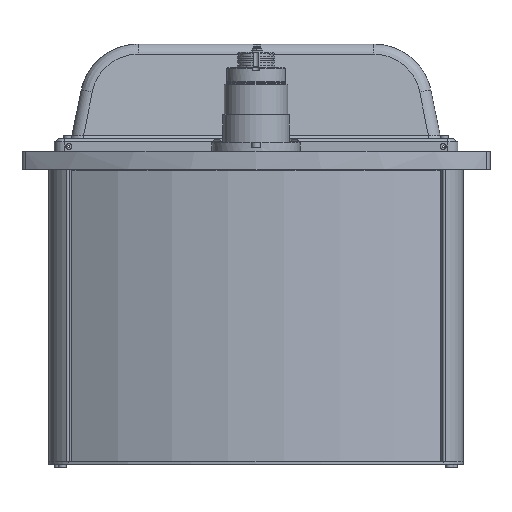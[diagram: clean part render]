
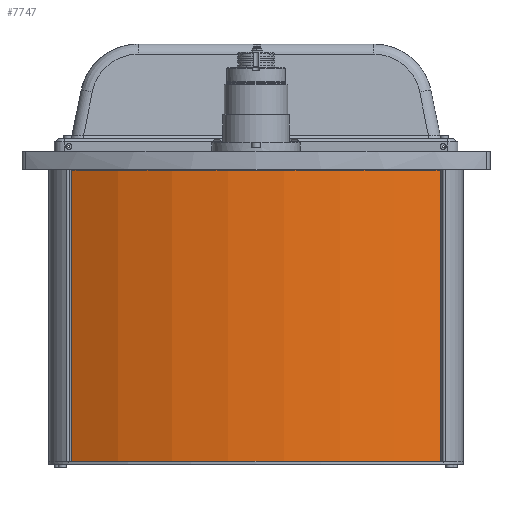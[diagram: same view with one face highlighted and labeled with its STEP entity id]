
A CAD part, front view. The second image highlights one B-rep face of the part: STEP entity #7747.
In plain terms, the highlighted cylindrical face has radius 378.5 mm (diameter 757 mm), a partial arc.
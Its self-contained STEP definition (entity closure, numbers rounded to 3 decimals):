
#331 = CARTESIAN_POINT ( 'NONE',  ( 0., 333.5, -26.97 ) ) ;
#999 = VERTEX_POINT ( 'NONE', #6086 ) ;
#1371 = CARTESIAN_POINT ( 'NONE',  ( 0., 333.5, -26.97 ) ) ;
#2132 = DIRECTION ( 'NONE',  ( -1., 0., 0. ) ) ;
#3419 = EDGE_CURVE ( 'NONE', #15315, #20973, #4241, .T. ) ;
#3508 = CARTESIAN_POINT ( 'NONE',  ( 193.524, 8.215, 273.03 ) ) ;
#3711 = VECTOR ( 'NONE', #5783, 1000. ) ;
#4085 = ORIENTED_EDGE ( 'NONE', *, *, #11644, .T. ) ;
#4241 = LINE ( 'NONE', #7626, #3711 ) ;
#4473 = DIRECTION ( 'NONE',  ( 0., 0., -1. ) ) ;
#5783 = DIRECTION ( 'NONE',  ( 0., 0., -1. ) ) ;
#6086 = CARTESIAN_POINT ( 'NONE',  ( -193.524, 8.215, 273.03 ) ) ;
#6559 = AXIS2_PLACEMENT_3D ( 'NONE', #331, #16872, #2132 ) ;
#6773 = CIRCLE ( 'NONE', #10466, 378.5 ) ;
#7626 = CARTESIAN_POINT ( 'NONE',  ( 193.524, 8.215, -26.97 ) ) ;
#7747 = ADVANCED_FACE ( 'NONE', ( #17413 ), #12985, .T. ) ;
#9790 = EDGE_CURVE ( 'NONE', #20973, #16930, #6773, .T. ) ;
#10466 = AXIS2_PLACEMENT_3D ( 'NONE', #1371, #16190, #17716 ) ;
#11644 = EDGE_CURVE ( 'NONE', #15315, #999, #14524, .T. ) ;
#12350 = LINE ( 'NONE', #18621, #16212 ) ;
#12985 = CYLINDRICAL_SURFACE ( 'NONE', #6559, 378.5 ) ;
#13366 = ORIENTED_EDGE ( 'NONE', *, *, #3419, .F. ) ;
#14333 = AXIS2_PLACEMENT_3D ( 'NONE', #16053, #4473, #21034 ) ;
#14524 = CIRCLE ( 'NONE', #14333, 378.5 ) ;
#15315 = VERTEX_POINT ( 'NONE', #3508 ) ;
#15380 = DIRECTION ( 'NONE',  ( 0., 0., -1. ) ) ;
#15739 = CARTESIAN_POINT ( 'NONE',  ( -193.524, 8.215, -26.97 ) ) ;
#16053 = CARTESIAN_POINT ( 'NONE',  ( 0., 333.5, 273.03 ) ) ;
#16173 = ORIENTED_EDGE ( 'NONE', *, *, #19335, .T. ) ;
#16190 = DIRECTION ( 'NONE',  ( 0., 0., -1. ) ) ;
#16212 = VECTOR ( 'NONE', #15380, 1000. ) ;
#16872 = DIRECTION ( 'NONE',  ( 0., 0., -1. ) ) ;
#16930 = VERTEX_POINT ( 'NONE', #15739 ) ;
#17413 = FACE_OUTER_BOUND ( 'NONE', #20226, .T. ) ;
#17515 = ORIENTED_EDGE ( 'NONE', *, *, #9790, .F. ) ;
#17716 = DIRECTION ( 'NONE',  ( 0.511, -0.859, 0. ) ) ;
#18621 = CARTESIAN_POINT ( 'NONE',  ( -193.524, 8.215, -26.97 ) ) ;
#19335 = EDGE_CURVE ( 'NONE', #999, #16930, #12350, .T. ) ;
#20226 = EDGE_LOOP ( 'NONE', ( #17515, #13366, #4085, #16173 ) ) ;
#20688 = CARTESIAN_POINT ( 'NONE',  ( 193.524, 8.215, -26.97 ) ) ;
#20973 = VERTEX_POINT ( 'NONE', #20688 ) ;
#21034 = DIRECTION ( 'NONE',  ( 0.511, -0.859, 0. ) ) ;
